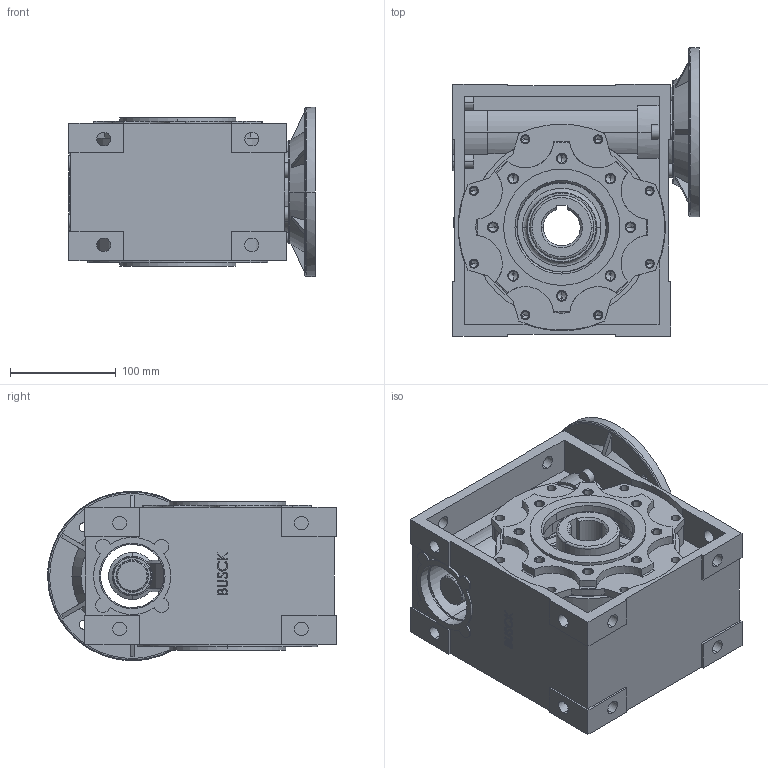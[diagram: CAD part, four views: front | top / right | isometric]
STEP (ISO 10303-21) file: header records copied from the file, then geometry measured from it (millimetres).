
FILE_DESCRIPTION (( 'STEP AP203' ), '1' );
FILE_NAME ('SB090 100-112B14.STEP', '2009-01-31T14:04:37', ( ' ' ), ( '' ), 'SwSTEP 2.0', 'SolidWorks 2008', '' );
FILE_SCHEMA (( 'CONFIG_CONTROL_DESIGN' ));
Length unit declared in the file: millimetre
Products named in the file (6): SB090worm shaft1; SB090cover1; SB090 100-112B14; SB090casing1; SB090-160input flange1; SB090-50worm wheel1
Assembly tree (5 placements, depth 2):
  SB090 100-112B14
    SB090casing1
    SB090-160input flange1
    SB090-50worm wheel1
    SB090worm shaft1
    SB090cover1
Bounding box: 233 x 273 x 160 mm (x, y, z)
Volume: 3609503.6 mm3; surface area: 639463.3 mm2
Topology: 5 solids, 5 shells, 858 faces, 2192 edges, 1359 vertices
Faces by surface type: cylinder 347, plane 224, cone 198, bspline 89
Entity records: 31634 total; most frequent: CARTESIAN_POINT 10456, DIRECTION 4361, ORIENTED_EDGE 4260, EDGE_CURVE 2130, AXIS2_PLACEMENT_3D 1695, VERTEX_POINT 1359, EDGE_LOOP 1003, VECTOR 971
